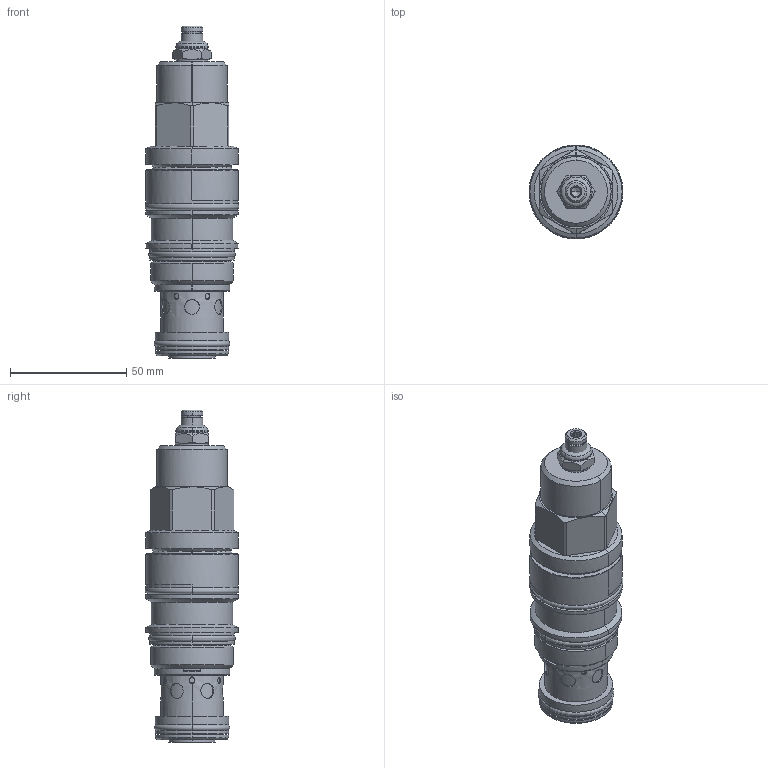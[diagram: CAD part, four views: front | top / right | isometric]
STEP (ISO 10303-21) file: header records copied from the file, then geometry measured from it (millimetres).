
FILE_DESCRIPTION((''),'2;1');
FILE_NAME('CAGGLGN_SW_PRT','2019-01-24T',('charlief'),(''),'PRO/ENGINEER BY PARAMETRIC TECHNOLOGY CORPORATION, 2016010','PRO/ENGINEER BY PARAMETRIC TECHNOLOGY CORPORATION, 2016010','');
FILE_SCHEMA(('CONFIG_CONTROL_DESIGN'));
Products named in the file (1): CAGGLGN_SW_PRT
Bounding box: 40.36 x 40.36 x 142.61 mm (x, y, z)
Surface area: 30485.9 mm2 (no closed solid volume)
Topology: 0 solids, 0 shells, 292 faces, 1350 edges, 1331 vertices
Faces by surface type: bspline 263, torus 29
Entity records: 73257 total; most frequent: CARTESIAN_POINT 61610, DIRECTION 1825, TRIMMED_CURVE 1458, DEFINITIONAL_REPRESENTATION 1314, PCURVE 1314, COMPOSITE_CURVE_SEGMENT 1314, VECTOR 1149, LINE 1149
